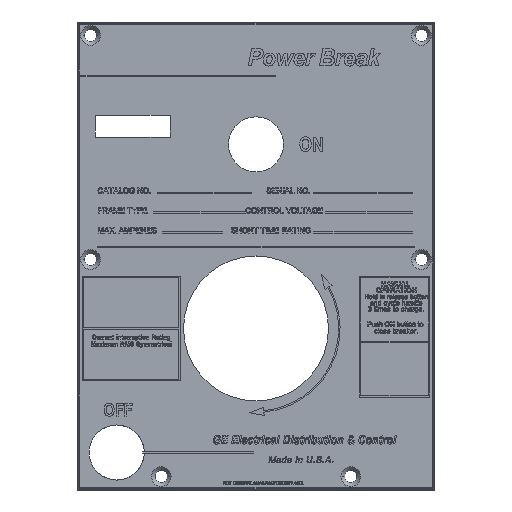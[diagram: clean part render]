
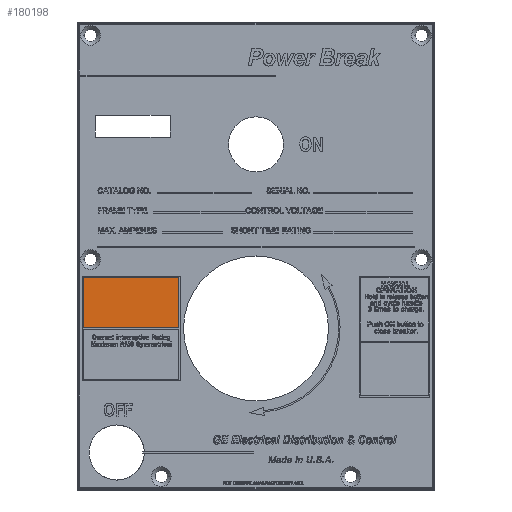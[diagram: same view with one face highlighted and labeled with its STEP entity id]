
A CAD part, top view. The second image highlights one B-rep face of the part: STEP entity #180198.
In plain terms, the highlighted planar face has unit normal (0, 0, 1).
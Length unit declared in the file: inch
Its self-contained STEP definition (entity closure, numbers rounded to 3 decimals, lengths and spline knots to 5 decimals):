
#774 = ORIENTED_EDGE ( 'NONE', *, *, #210873, .T. ) ;
#16543 = VECTOR ( 'NONE', #156744, 39.37008 ) ;
#25140 = DIRECTION ( 'NONE',  ( -1., 0., 0. ) ) ;
#27065 = ORIENTED_EDGE ( 'NONE', *, *, #61791, .T. ) ;
#27901 = CARTESIAN_POINT ( 'NONE',  ( 0., 0., 0.06 ) ) ;
#28046 = DIRECTION ( 'NONE',  ( -1., 0., 0. ) ) ;
#44252 = DIRECTION ( 'NONE',  ( 0., 1., 0. ) ) ;
#46323 = LINE ( 'NONE', #72237, #16543 ) ;
#50079 = VECTOR ( 'NONE', #165833, 39.37008 ) ;
#61791 = EDGE_CURVE ( 'NONE', #91888, #84774, #46323, .T. ) ;
#70482 = PLANE ( 'NONE',  #162532 ) ;
#72237 = CARTESIAN_POINT ( 'NONE',  ( -2.44, 2.295, 0.06 ) ) ;
#79570 = CARTESIAN_POINT ( 'NONE',  ( -2.44, 2.295, 0.06 ) ) ;
#84774 = VERTEX_POINT ( 'NONE', #109293 ) ;
#91888 = VERTEX_POINT ( 'NONE', #257019 ) ;
#96948 = VECTOR ( 'NONE', #28046, 39.37008 ) ;
#109293 = CARTESIAN_POINT ( 'NONE',  ( -1.093, 2.295, 0.06 ) ) ;
#112564 = VERTEX_POINT ( 'NONE', #176800 ) ;
#116202 = LINE ( 'NONE', #256740, #258762 ) ;
#119332 = FACE_OUTER_BOUND ( 'NONE', #244088, .T. ) ;
#153331 = CARTESIAN_POINT ( 'NONE',  ( -2.44, 3.005, 0.06 ) ) ;
#156744 = DIRECTION ( 'NONE',  ( 1., 0., 0. ) ) ;
#161783 = ORIENTED_EDGE ( 'NONE', *, *, #262849, .T. ) ;
#162532 = AXIS2_PLACEMENT_3D ( 'NONE', #27901, #219044, #25140 ) ;
#165833 = DIRECTION ( 'NONE',  ( 0., -1., 0. ) ) ;
#169837 = CARTESIAN_POINT ( 'NONE',  ( -1.093, 3.005, 0.06 ) ) ;
#176800 = CARTESIAN_POINT ( 'NONE',  ( -2.44, 3.005, 0.06 ) ) ;
#180198 = ADVANCED_FACE ( 'NONE', ( #119332 ), #70482, .F. ) ;
#189537 = LINE ( 'NONE', #79570, #50079 ) ;
#196542 = LINE ( 'NONE', #153331, #96948 ) ;
#198690 = VERTEX_POINT ( 'NONE', #169837 ) ;
#210873 = EDGE_CURVE ( 'NONE', #84774, #198690, #116202, .T. ) ;
#219044 = DIRECTION ( 'NONE',  ( 0., 0., -1. ) ) ;
#244088 = EDGE_LOOP ( 'NONE', ( #161783, #268019, #27065, #774 ) ) ;
#256740 = CARTESIAN_POINT ( 'NONE',  ( -1.093, 3.005, 0.06 ) ) ;
#257019 = CARTESIAN_POINT ( 'NONE',  ( -2.44, 2.295, 0.06 ) ) ;
#258762 = VECTOR ( 'NONE', #44252, 39.37008 ) ;
#262849 = EDGE_CURVE ( 'NONE', #198690, #112564, #196542, .T. ) ;
#268019 = ORIENTED_EDGE ( 'NONE', *, *, #270501, .T. ) ;
#270501 = EDGE_CURVE ( 'NONE', #112564, #91888, #189537, .T. ) ;
